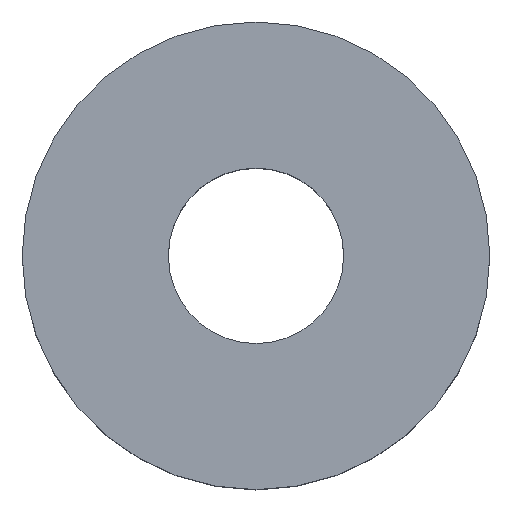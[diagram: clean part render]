
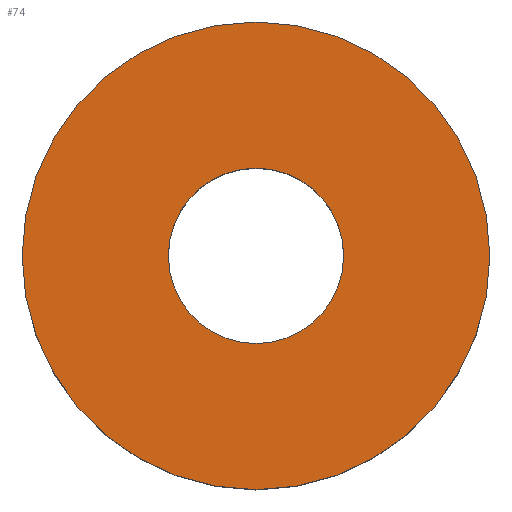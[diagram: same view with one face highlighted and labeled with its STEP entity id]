
A CAD part, top view. The second image highlights one B-rep face of the part: STEP entity #74.
In plain terms, the highlighted planar face has unit normal (0, 0, 1).
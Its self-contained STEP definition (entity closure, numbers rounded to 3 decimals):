
#10 = EDGE_LOOP ( 'NONE', ( #81, #93 ) ) ;
#21 = DIRECTION ( 'NONE',  ( 0., 0., 1. ) ) ;
#32 = DIRECTION ( 'NONE',  ( 0., 0., 1. ) ) ;
#38 = DIRECTION ( 'NONE',  ( 1., 0., 0. ) ) ;
#48 = FACE_BOUND ( 'NONE', #176, .T. ) ;
#54 = DIRECTION ( 'NONE',  ( 1., 0., 0. ) ) ;
#55 = CARTESIAN_POINT ( 'NONE',  ( 0., 0., 3. ) ) ;
#64 = CIRCLE ( 'NONE', #170, 4. ) ;
#70 = VERTEX_POINT ( 'NONE', #99 ) ;
#74 = ADVANCED_FACE ( 'NONE', ( #84, #48 ), #198, .T. ) ;
#75 = CARTESIAN_POINT ( 'NONE',  ( -1.5, 0., 3. ) ) ;
#77 = CIRCLE ( 'NONE', #238, 4. ) ;
#81 = ORIENTED_EDGE ( 'NONE', *, *, #218, .T. ) ;
#84 = FACE_OUTER_BOUND ( 'NONE', #10, .T. ) ;
#93 = ORIENTED_EDGE ( 'NONE', *, *, #157, .T. ) ;
#99 = CARTESIAN_POINT ( 'NONE',  ( 4., 0., 3. ) ) ;
#103 = VERTEX_POINT ( 'NONE', #75 ) ;
#114 = EDGE_CURVE ( 'NONE', #103, #136, #206, .T. ) ;
#118 = ORIENTED_EDGE ( 'NONE', *, *, #114, .F. ) ;
#122 = CARTESIAN_POINT ( 'NONE',  ( 0., 0., 3. ) ) ;
#126 = AXIS2_PLACEMENT_3D ( 'NONE', #246, #201, #144 ) ;
#130 = CIRCLE ( 'NONE', #126, 1.5 ) ;
#134 = VERTEX_POINT ( 'NONE', #187 ) ;
#136 = VERTEX_POINT ( 'NONE', #188 ) ;
#144 = DIRECTION ( 'NONE',  ( 1., 0., 0. ) ) ;
#149 = AXIS2_PLACEMENT_3D ( 'NONE', #158, #32, #164 ) ;
#157 = EDGE_CURVE ( 'NONE', #70, #134, #77, .T. ) ;
#158 = CARTESIAN_POINT ( 'NONE',  ( 0., 0., 3. ) ) ;
#164 = DIRECTION ( 'NONE',  ( 1., 0., 0. ) ) ;
#167 = AXIS2_PLACEMENT_3D ( 'NONE', #122, #185, #184 ) ;
#170 = AXIS2_PLACEMENT_3D ( 'NONE', #55, #245, #54 ) ;
#176 = EDGE_LOOP ( 'NONE', ( #118, #233 ) ) ;
#184 = DIRECTION ( 'NONE',  ( 1., 0., 0. ) ) ;
#185 = DIRECTION ( 'NONE',  ( 0., 0., 1. ) ) ;
#187 = CARTESIAN_POINT ( 'NONE',  ( -4., 0., 3. ) ) ;
#188 = CARTESIAN_POINT ( 'NONE',  ( 1.5, 0., 3. ) ) ;
#193 = EDGE_CURVE ( 'NONE', #136, #103, #130, .T. ) ;
#198 = PLANE ( 'NONE',  #149 ) ;
#201 = DIRECTION ( 'NONE',  ( 0., 0., 1. ) ) ;
#205 = CARTESIAN_POINT ( 'NONE',  ( 0., 0., 3. ) ) ;
#206 = CIRCLE ( 'NONE', #167, 1.5 ) ;
#218 = EDGE_CURVE ( 'NONE', #134, #70, #64, .T. ) ;
#233 = ORIENTED_EDGE ( 'NONE', *, *, #193, .F. ) ;
#238 = AXIS2_PLACEMENT_3D ( 'NONE', #205, #21, #38 ) ;
#245 = DIRECTION ( 'NONE',  ( 0., 0., 1. ) ) ;
#246 = CARTESIAN_POINT ( 'NONE',  ( 0., 0., 3. ) ) ;
